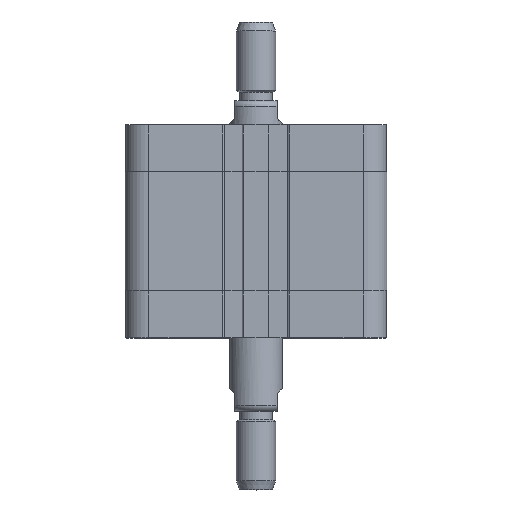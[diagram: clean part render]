
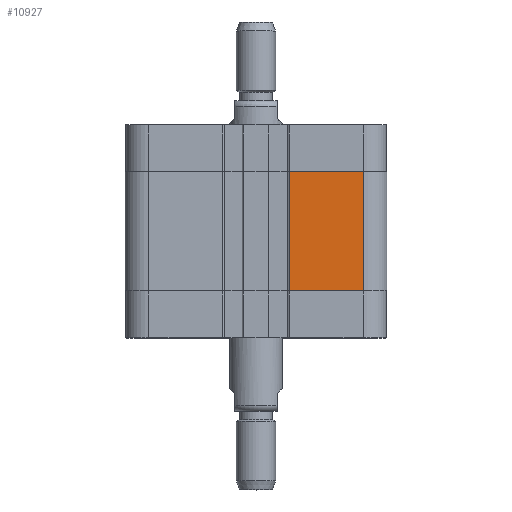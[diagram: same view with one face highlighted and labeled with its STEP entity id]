
A CAD part, top view. The second image highlights one B-rep face of the part: STEP entity #10927.
In plain terms, the highlighted planar face has unit normal (0, 0, 1).
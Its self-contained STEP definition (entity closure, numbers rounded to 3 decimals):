
#7764=CARTESIAN_POINT('',(10.25,18.25,40.));
#7765=VERTEX_POINT('',#7764);
#7773=CARTESIAN_POINT('',(33.,18.25,40.));
#7774=VERTEX_POINT('',#7773);
#7775=CARTESIAN_POINT('',(33.,18.25,40.));
#7776=DIRECTION('',(-1.0,0.0,0.0));
#7777=VECTOR('',#7776,22.75);
#7778=LINE('',#7775,#7777);
#7779=EDGE_CURVE('',#7774,#7765,#7778,.T.);
#10117=CARTESIAN_POINT('',(33.,-18.25,40.));
#10118=VERTEX_POINT('',#10117);
#10126=CARTESIAN_POINT('',(10.25,-18.25,40.));
#10127=VERTEX_POINT('',#10126);
#10128=CARTESIAN_POINT('',(10.25,-18.25,40.));
#10129=DIRECTION('',(1.0,0.0,0.0));
#10130=VECTOR('',#10129,22.75);
#10131=LINE('',#10128,#10130);
#10132=EDGE_CURVE('',#10127,#10118,#10131,.T.);
#10900=CARTESIAN_POINT('',(33.,-18.25,40.));
#10901=DIRECTION('',(0.0,1.0,0.0));
#10902=VECTOR('',#10901,36.5);
#10903=LINE('',#10900,#10902);
#10904=EDGE_CURVE('',#10118,#7774,#10903,.T.);
#10911=CARTESIAN_POINT('',(33.,0.0,40.));
#10912=DIRECTION('',(0.0,0.0,1.0));
#10913=DIRECTION('',(1.0,0.0,0.0));
#10914=AXIS2_PLACEMENT_3D('',#10911,#10912,#10913);
#10915=PLANE('',#10914);
#10916=ORIENTED_EDGE('',*,*,#7779,.T.);
#10917=CARTESIAN_POINT('',(10.25,-18.25,40.));
#10918=DIRECTION('',(0.0,1.0,0.0));
#10919=VECTOR('',#10918,36.5);
#10920=LINE('',#10917,#10919);
#10921=EDGE_CURVE('',#10127,#7765,#10920,.T.);
#10922=ORIENTED_EDGE('',*,*,#10921,.F.);
#10923=ORIENTED_EDGE('',*,*,#10132,.T.);
#10924=ORIENTED_EDGE('',*,*,#10904,.T.);
#10925=EDGE_LOOP('',(#10916,#10922,#10923,#10924));
#10926=FACE_OUTER_BOUND('',#10925,.T.);
#10927=ADVANCED_FACE('',(#10926),#10915,.T.);
